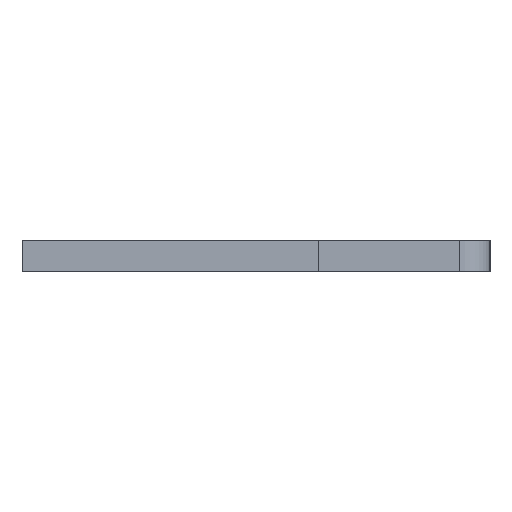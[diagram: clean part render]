
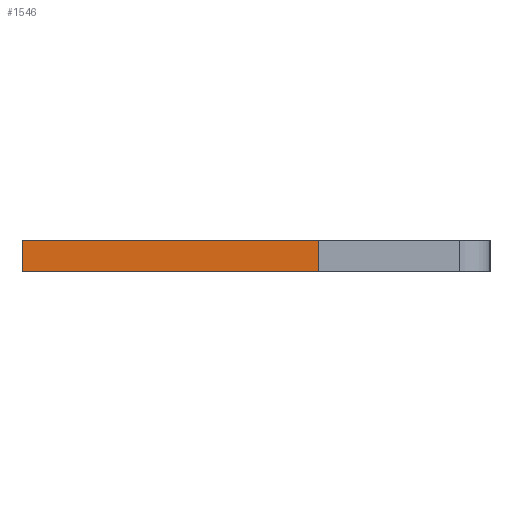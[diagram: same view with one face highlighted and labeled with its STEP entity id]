
A CAD part, left-side view. The second image highlights one B-rep face of the part: STEP entity #1546.
In plain terms, the highlighted face is planar.
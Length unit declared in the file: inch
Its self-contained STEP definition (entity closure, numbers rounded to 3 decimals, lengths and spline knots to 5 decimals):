
#58 = CARTESIAN_POINT ( 'NONE',  ( -0.01, -0.04, -0.04 ) ) ;
#85 = DIRECTION ( 'NONE',  ( 0., 0., 1. ) ) ;
#91 = ORIENTED_EDGE ( 'NONE', *, *, #526, .F. ) ;
#220 = EDGE_CURVE ( 'NONE', #1877, #434, #810, .T. ) ;
#254 = VECTOR ( 'NONE', #1466, 39.37008 ) ;
#267 = DIRECTION ( 'NONE',  ( 0., 1., 0. ) ) ;
#283 = ORIENTED_EDGE ( 'NONE', *, *, #900, .T. ) ;
#364 = FACE_OUTER_BOUND ( 'NONE', #1851, .T. ) ;
#400 = VECTOR ( 'NONE', #987, 39.37008 ) ;
#415 = LINE ( 'NONE', #1314, #254 ) ;
#434 = VERTEX_POINT ( 'NONE', #58 ) ;
#458 = CARTESIAN_POINT ( 'NONE',  ( -0.01, 0.15, -0.04 ) ) ;
#526 = EDGE_CURVE ( 'NONE', #1877, #1997, #415, .T. ) ;
#534 = CARTESIAN_POINT ( 'NONE',  ( -0.01, 0.15, -0.04 ) ) ;
#677 = LINE ( 'NONE', #534, #1821 ) ;
#810 = LINE ( 'NONE', #971, #400 ) ;
#851 = PLANE ( 'NONE',  #1147 ) ;
#900 = EDGE_CURVE ( 'NONE', #434, #1353, #677, .T. ) ;
#971 = CARTESIAN_POINT ( 'NONE',  ( 0.01, -0.04, -0.04 ) ) ;
#984 = CARTESIAN_POINT ( 'NONE',  ( 0.01, -0.04, -0.04 ) ) ;
#987 = DIRECTION ( 'NONE',  ( -1., 0., 0. ) ) ;
#1110 = VECTOR ( 'NONE', #1971, 39.37008 ) ;
#1139 = CARTESIAN_POINT ( 'NONE',  ( 0.01, 0.15, -0.04 ) ) ;
#1147 = AXIS2_PLACEMENT_3D ( 'NONE', #1139, #85, #1802 ) ;
#1310 = ORIENTED_EDGE ( 'NONE', *, *, #1686, .F. ) ;
#1314 = CARTESIAN_POINT ( 'NONE',  ( 0.01, 0.15, -0.04 ) ) ;
#1322 = CARTESIAN_POINT ( 'NONE',  ( 0.01, 0.15, -0.04 ) ) ;
#1353 = VERTEX_POINT ( 'NONE', #458 ) ;
#1466 = DIRECTION ( 'NONE',  ( 0., 1., 0. ) ) ;
#1526 = ORIENTED_EDGE ( 'NONE', *, *, #220, .T. ) ;
#1546 = ADVANCED_FACE ( 'NONE', ( #364 ), #851, .F. ) ;
#1607 = CARTESIAN_POINT ( 'NONE',  ( 0.01, 0.15, -0.04 ) ) ;
#1686 = EDGE_CURVE ( 'NONE', #1997, #1353, #1788, .T. ) ;
#1788 = LINE ( 'NONE', #1607, #1110 ) ;
#1802 = DIRECTION ( 'NONE',  ( 1., 0., 0. ) ) ;
#1821 = VECTOR ( 'NONE', #267, 39.37008 ) ;
#1851 = EDGE_LOOP ( 'NONE', ( #283, #1310, #91, #1526 ) ) ;
#1877 = VERTEX_POINT ( 'NONE', #984 ) ;
#1971 = DIRECTION ( 'NONE',  ( -1., 0., 0. ) ) ;
#1997 = VERTEX_POINT ( 'NONE', #1322 ) ;
